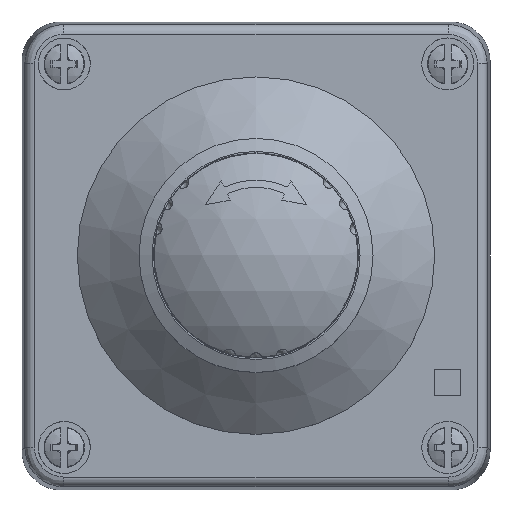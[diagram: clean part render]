
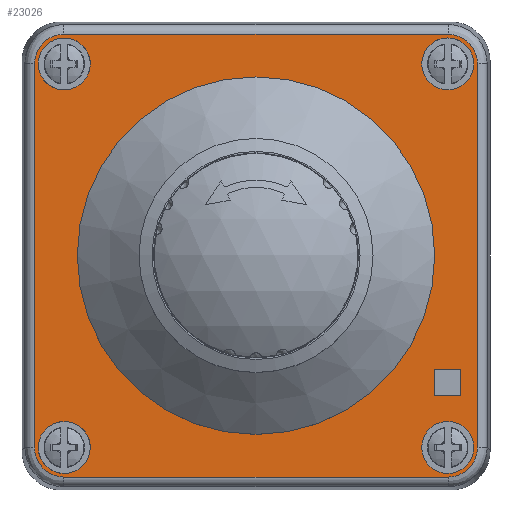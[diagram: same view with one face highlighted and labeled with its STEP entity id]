
A CAD part, top view. The second image highlights one B-rep face of the part: STEP entity #23026.
In plain terms, the highlighted planar face has unit normal (0, 0, 1).
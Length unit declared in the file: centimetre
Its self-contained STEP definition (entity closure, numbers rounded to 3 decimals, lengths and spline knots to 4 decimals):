
#197=ELLIPSE('',#24677,0.4501,0.45);
#198=ELLIPSE('',#24681,0.4501,0.45);
#199=ELLIPSE('',#24685,0.4501,0.45);
#200=ELLIPSE('',#24689,0.4501,0.45);
#2812=LINE('',#38976,#5339);
#2813=LINE('',#39013,#5340);
#2814=LINE('',#39050,#5341);
#2815=LINE('',#39085,#5342);
#2825=LINE('',#39115,#5352);
#2827=LINE('',#39119,#5354);
#2829=LINE('',#39123,#5356);
#2831=LINE('',#39126,#5358);
#5339=VECTOR('',#30485,5.9111);
#5340=VECTOR('',#30494,5.9111);
#5341=VECTOR('',#30503,5.9111);
#5342=VECTOR('',#30510,5.9111);
#5352=VECTOR('',#30536,0.405);
#5354=VECTOR('',#30540,0.405);
#5356=VECTOR('',#30544,0.405);
#5358=VECTOR('',#30548,0.405);
#6368=PLANE('',#24770);
#6557=FACE_BOUND('',#9098,.T.);
#6558=FACE_BOUND('',#9099,.T.);
#6559=FACE_BOUND('',#9100,.T.);
#6560=FACE_BOUND('',#9101,.T.);
#6561=FACE_BOUND('',#9102,.T.);
#6562=FACE_BOUND('',#9103,.T.);
#7752=FACE_OUTER_BOUND('',#9097,.T.);
#9097=EDGE_LOOP('',(#21379,#21380,#21381,#21382,#21383,#21384,#21385,#21386));
#9098=EDGE_LOOP('',(#21387));
#9099=EDGE_LOOP('',(#21388,#21389,#21390,#21391));
#9100=EDGE_LOOP('',(#21392));
#9101=EDGE_LOOP('',(#21393));
#9102=EDGE_LOOP('',(#21394));
#9103=EDGE_LOOP('',(#21395));
#9404=CIRCLE('',#23662,0.4);
#9406=CIRCLE('',#23665,0.4);
#9540=CIRCLE('',#24692,0.4);
#9541=CIRCLE('',#24694,0.4);
#9566=CIRCLE('',#24771,2.75);
#10131=VERTEX_POINT('',#33084);
#10132=VERTEX_POINT('',#33088);
#11675=VERTEX_POINT('',#38968);
#11676=VERTEX_POINT('',#38970);
#11677=VERTEX_POINT('',#38974);
#11678=VERTEX_POINT('',#39007);
#11679=VERTEX_POINT('',#39011);
#11680=VERTEX_POINT('',#39044);
#11681=VERTEX_POINT('',#39048);
#11682=VERTEX_POINT('',#39081);
#11683=VERTEX_POINT('',#39087);
#11684=VERTEX_POINT('',#39090);
#11693=VERTEX_POINT('',#39112);
#11694=VERTEX_POINT('',#39114);
#11695=VERTEX_POINT('',#39118);
#11696=VERTEX_POINT('',#39122);
#11721=VERTEX_POINT('',#39356);
#12537=EDGE_CURVE('',#10131,#10131,#9404,.T.);
#12539=EDGE_CURVE('',#10132,#10132,#9406,.T.);
#14866=EDGE_CURVE('',#11676,#11675,#197,.T.);
#14868=EDGE_CURVE('',#11677,#11676,#2812,.T.);
#14870=EDGE_CURVE('',#11678,#11677,#198,.T.);
#14872=EDGE_CURVE('',#11679,#11678,#2813,.T.);
#14874=EDGE_CURVE('',#11680,#11679,#199,.T.);
#14876=EDGE_CURVE('',#11681,#11680,#2814,.T.);
#14878=EDGE_CURVE('',#11682,#11681,#200,.T.);
#14879=EDGE_CURVE('',#11675,#11682,#2815,.T.);
#14880=EDGE_CURVE('',#11683,#11683,#9540,.T.);
#14881=EDGE_CURVE('',#11684,#11684,#9541,.T.);
#14891=EDGE_CURVE('',#11694,#11693,#2825,.T.);
#14893=EDGE_CURVE('',#11695,#11694,#2827,.T.);
#14895=EDGE_CURVE('',#11696,#11695,#2829,.T.);
#14897=EDGE_CURVE('',#11693,#11696,#2831,.T.);
#14958=EDGE_CURVE('',#11721,#11721,#9566,.T.);
#21379=ORIENTED_EDGE('',*,*,#14879,.F.);
#21380=ORIENTED_EDGE('',*,*,#14866,.F.);
#21381=ORIENTED_EDGE('',*,*,#14868,.F.);
#21382=ORIENTED_EDGE('',*,*,#14870,.F.);
#21383=ORIENTED_EDGE('',*,*,#14872,.F.);
#21384=ORIENTED_EDGE('',*,*,#14874,.F.);
#21385=ORIENTED_EDGE('',*,*,#14876,.F.);
#21386=ORIENTED_EDGE('',*,*,#14878,.F.);
#21387=ORIENTED_EDGE('',*,*,#14958,.T.);
#21388=ORIENTED_EDGE('',*,*,#14897,.T.);
#21389=ORIENTED_EDGE('',*,*,#14895,.T.);
#21390=ORIENTED_EDGE('',*,*,#14893,.T.);
#21391=ORIENTED_EDGE('',*,*,#14891,.T.);
#21392=ORIENTED_EDGE('',*,*,#12539,.T.);
#21393=ORIENTED_EDGE('',*,*,#12537,.T.);
#21394=ORIENTED_EDGE('',*,*,#14881,.T.);
#21395=ORIENTED_EDGE('',*,*,#14880,.T.);
#23026=ADVANCED_FACE('',(#7752,#6557,#6558,#6559,#6560,#6561,#6562),#6368,
 .T.);
#23662=AXIS2_PLACEMENT_3D('',#33085,#26356,#26357);
#23665=AXIS2_PLACEMENT_3D('',#33089,#26362,#26363);
#24677=AXIS2_PLACEMENT_3D('',#38972,#30479,#30480);
#24681=AXIS2_PLACEMENT_3D('',#39009,#30488,#30489);
#24685=AXIS2_PLACEMENT_3D('',#39046,#30497,#30498);
#24689=AXIS2_PLACEMENT_3D('',#39083,#30506,#30507);
#24692=AXIS2_PLACEMENT_3D('',#39088,#30513,#30514);
#24694=AXIS2_PLACEMENT_3D('',#39091,#30517,#30518);
#24770=AXIS2_PLACEMENT_3D('',#39355,#30709,#30710);
#24771=AXIS2_PLACEMENT_3D('',#39357,#30711,#30712);
#26356=DIRECTION('center_axis',(0.,0.,
-1.));
#26357=DIRECTION('ref_axis',(0.,1.,0.));
#26362=DIRECTION('center_axis',(0.,0.,
-1.));
#26363=DIRECTION('ref_axis',(0.,1.,0.));
#30479=DIRECTION('center_axis',(0.,0.,
-1.));
#30480=DIRECTION('ref_axis',(-0.707,-0.707,0.));
#30485=DIRECTION('',(-1.,0.,0.));
#30488=DIRECTION('center_axis',(0.,0.,
-1.));
#30489=DIRECTION('ref_axis',(0.707,-0.707,0.));
#30494=DIRECTION('',(0.,-1.,0.));
#30497=DIRECTION('center_axis',(0.,0.,
-1.));
#30498=DIRECTION('ref_axis',(0.707,0.707,0.));
#30503=DIRECTION('',(1.,0.,0.));
#30506=DIRECTION('center_axis',(0.,0.,
-1.));
#30507=DIRECTION('ref_axis',(-0.707,0.707,0.));
#30510=DIRECTION('',(0.,1.,0.));
#30513=DIRECTION('center_axis',(0.,0.,
-1.));
#30514=DIRECTION('ref_axis',(0.,1.,0.));
#30517=DIRECTION('center_axis',(0.,0.,
-1.));
#30518=DIRECTION('ref_axis',(0.,1.,0.));
#30536=DIRECTION('',(1.,0.,0.));
#30540=DIRECTION('',(0.,1.,0.));
#30544=DIRECTION('',(-1.,0.,0.));
#30548=DIRECTION('',(0.,-1.,0.));
#30709=DIRECTION('center_axis',(0.,0.,
1.));
#30710=DIRECTION('ref_axis',(0.,-1.,0.));
#30711=DIRECTION('center_axis',(0.,0.,
-1.));
#30712=DIRECTION('ref_axis',(0.,-1.,0.));
#33084=CARTESIAN_POINT('',(-3.0743,-3.0557,3.0604));
#33085=CARTESIAN_POINT('Origin',(-3.0743,-2.6557,3.0604));
#33088=CARTESIAN_POINT('',(-3.0743,2.8443,3.0604));
#33089=CARTESIAN_POINT('Origin',(-3.0743,3.2443,3.0604));
#38968=CARTESIAN_POINT('',(-3.5298,-2.6612,3.0604));
#38970=CARTESIAN_POINT('',(-3.0799,-3.1111,3.0604));
#38972=CARTESIAN_POINT('Origin',(-3.0797,-2.6611,3.0604));
#38974=CARTESIAN_POINT('',(2.8312,-3.1111,3.0604));
#38976=CARTESIAN_POINT('',(1.6757,-3.1111,3.0604));
#39007=CARTESIAN_POINT('',(3.2811,-2.6612,3.0604));
#39009=CARTESIAN_POINT('Origin',(2.8311,-2.6611,3.0604));
#39011=CARTESIAN_POINT('',(3.2811,3.2499,3.0604));
#39013=CARTESIAN_POINT('',(3.2811,2.0943,3.0604));
#39044=CARTESIAN_POINT('',(2.8312,3.6998,3.0604));
#39046=CARTESIAN_POINT('Origin',(2.8311,3.2497,3.0604));
#39048=CARTESIAN_POINT('',(-3.0799,3.6998,3.0604));
#39050=CARTESIAN_POINT('',(-1.9243,3.6998,3.0604));
#39081=CARTESIAN_POINT('',(-3.5298,3.2499,3.0604));
#39083=CARTESIAN_POINT('Origin',(-3.0797,3.2497,3.0604));
#39085=CARTESIAN_POINT('',(-3.5298,-1.5057,3.0604));
#39087=CARTESIAN_POINT('',(2.8257,2.8443,3.0604));
#39088=CARTESIAN_POINT('Origin',(2.8257,3.2443,3.0604));
#39090=CARTESIAN_POINT('',(2.8257,-3.0557,3.0604));
#39091=CARTESIAN_POINT('Origin',(2.8257,-2.6557,3.0604));
#39112=CARTESIAN_POINT('',(3.0282,-1.4532,3.0604));
#39114=CARTESIAN_POINT('',(2.6232,-1.4532,3.0604));
#39115=CARTESIAN_POINT('',(1.2494,-1.4532,3.0604));
#39118=CARTESIAN_POINT('',(2.6232,-1.8582,3.0604));
#39119=CARTESIAN_POINT('',(2.6232,-0.7819,3.0604));
#39122=CARTESIAN_POINT('',(3.0282,-1.8582,3.0604));
#39123=CARTESIAN_POINT('',(1.4519,-1.8582,3.0604));
#39126=CARTESIAN_POINT('',(3.0282,-0.5794,3.0604));
#39355=CARTESIAN_POINT('Origin',(-0.1243,0.2943,3.0604));
#39356=CARTESIAN_POINT('',(-0.1243,-2.4557,3.0604));
#39357=CARTESIAN_POINT('Origin',(-0.1243,0.2943,3.0604));
